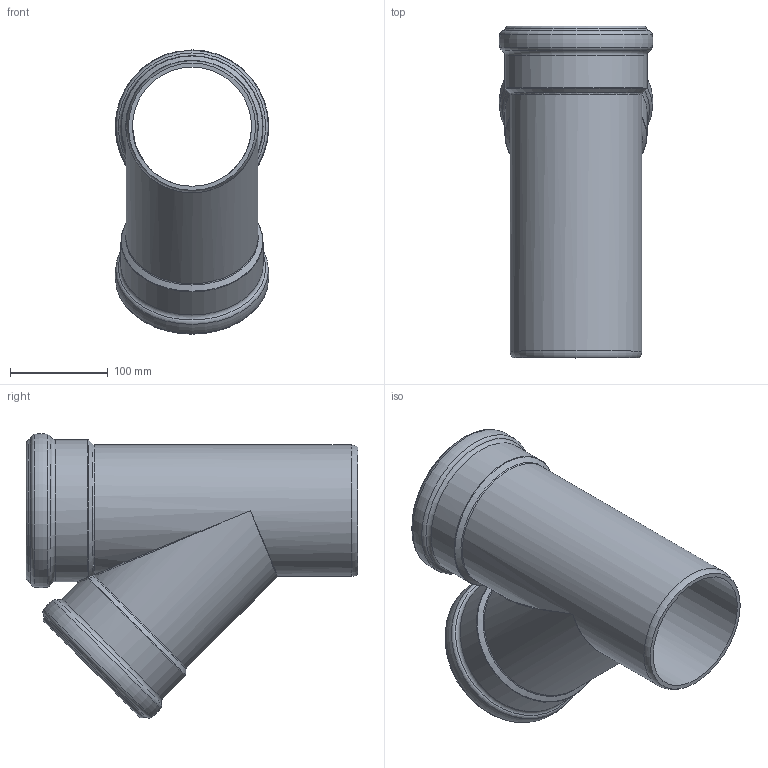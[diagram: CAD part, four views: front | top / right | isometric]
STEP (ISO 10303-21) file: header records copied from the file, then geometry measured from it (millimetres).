
FILE_DESCRIPTION(/* description */ (''),/* implementation_level */ '2;1');
FILE_NAME(/* name */ '336200 SKOLANsafeEA Abzweiger DN_OD 135_135_45°.stp',/* time_stamp */ '2018-01-09T13:52:44+01:00',/* author */ ('user1'),/* organization */ (''),/* preprocessor_version */ 'ST-DEVELOPER v16.1',/* originating_system */ 'Autodesk Inventor 2016',/* authorisation */ '');
FILE_SCHEMA (('AUTOMOTIVE_DESIGN { 1 0 10303 214 3 1 1 }'));
Length unit declared in the file: millimetre
Products named in the file (1): 336200 SKOLANsafeEA Abzweiger DN_OD 135_135_45°
Bounding box: 157.58 x 340.1 x 291.44 mm (x, y, z)
Volume: 1164388.5 mm3; surface area: 397864.6 mm2
Topology: 1 solids, 1 shells, 63 faces, 138 edges, 70 vertices
Faces by surface type: torus 31, cylinder 13, bspline 10, cone 8, plane 1
Full cylindrical faces by diameter (mm): 122.1 x2, 134.9 x1, 135.6 x2, 135.9 x2, 145.6 x2, 147.7 x2
Entity records: 2458 total; most frequent: CARTESIAN_POINT 1337, DIRECTION 244, ORIENTED_EDGE 162, AXIS2_PLACEMENT_3D 122, EDGE_LOOP 108, EDGE_CURVE 81, VERTEX_POINT 63, FACE_OUTER_BOUND 62
